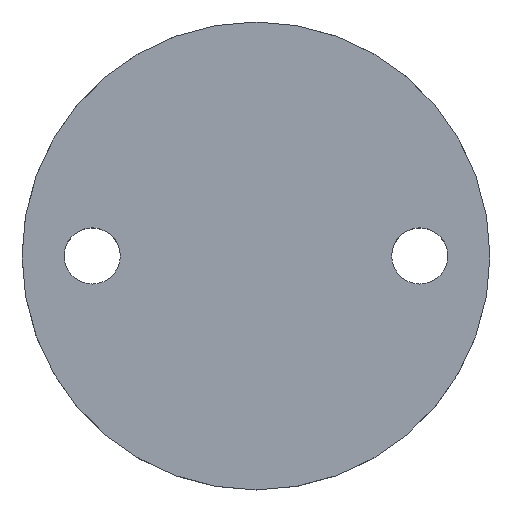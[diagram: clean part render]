
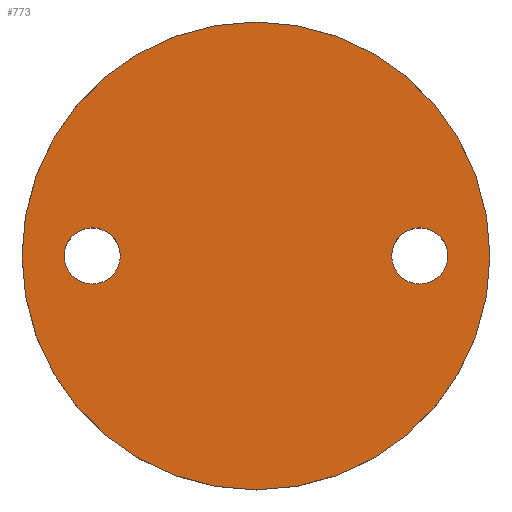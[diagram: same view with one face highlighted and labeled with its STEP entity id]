
A CAD part, top view. The second image highlights one B-rep face of the part: STEP entity #773.
In plain terms, the highlighted planar face has unit normal (0, 0, 1).
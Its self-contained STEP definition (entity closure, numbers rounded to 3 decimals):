
#50=FACE_BOUND('',#191,.T.);
#51=FACE_BOUND('',#192,.T.);
#52=FACE_BOUND('',#193,.T.);
#64=CIRCLE('',#811,6.);
#66=CIRCLE('',#814,6.);
#73=CIRCLE('',#830,50.);
#191=EDGE_LOOP('',(#670));
#192=EDGE_LOOP('',(#671));
#193=EDGE_LOOP('',(#672));
#352=VERTEX_POINT('',#61839);
#354=VERTEX_POINT('',#61844);
#369=VERTEX_POINT('',#62041);
#447=EDGE_CURVE('',#352,#352,#64,.T.);
#449=EDGE_CURVE('',#354,#354,#66,.T.);
#470=EDGE_CURVE('',#369,#369,#73,.T.);
#670=ORIENTED_EDGE('',*,*,#447,.T.);
#671=ORIENTED_EDGE('',*,*,#449,.T.);
#672=ORIENTED_EDGE('',*,*,#470,.F.);
#696=PLANE('',#832);
#773=ADVANCED_FACE('',(#50,#51,#52),#696,.F.);
#811=AXIS2_PLACEMENT_3D('',#61840,#948,#949);
#814=AXIS2_PLACEMENT_3D('',#61845,#954,#955);
#830=AXIS2_PLACEMENT_3D('',#62042,#994,#995);
#832=AXIS2_PLACEMENT_3D('',#62044,#998,#999);
#948=DIRECTION('center_axis',(0.,0.,-1.));
#949=DIRECTION('ref_axis',(-1.,0.,0.));
#954=DIRECTION('center_axis',(0.,0.,-1.));
#955=DIRECTION('ref_axis',(-1.,0.,0.));
#994=DIRECTION('center_axis',(0.,0.,-1.));
#995=DIRECTION('ref_axis',(-1.,0.,0.));
#998=DIRECTION('center_axis',(0.,0.,-1.));
#999=DIRECTION('ref_axis',(-1.,0.,0.));
#61839=CARTESIAN_POINT('',(44.742,0.,20.));
#61840=CARTESIAN_POINT('Origin',(38.742,0.,20.));
#61844=CARTESIAN_POINT('',(-25.258,0.,20.));
#61845=CARTESIAN_POINT('Origin',(-31.258,0.,20.));
#62041=CARTESIAN_POINT('',(53.742,0.,20.));
#62042=CARTESIAN_POINT('Origin',(3.742,0.,20.));
#62044=CARTESIAN_POINT('Origin',(3.742,0.,20.));
